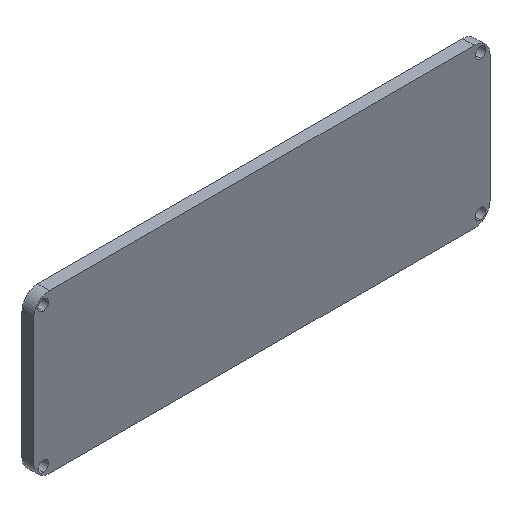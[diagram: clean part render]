
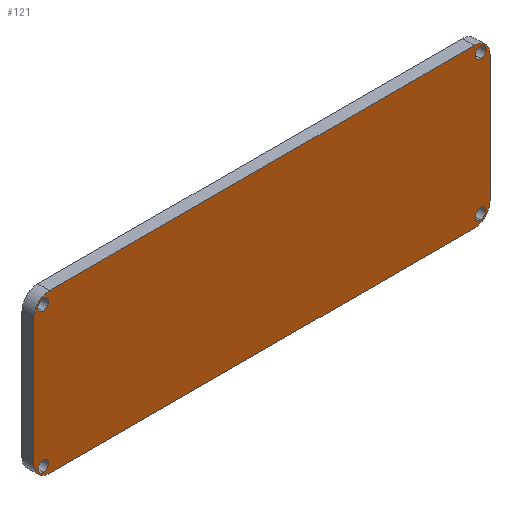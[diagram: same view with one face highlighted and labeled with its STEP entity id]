
A CAD part, isometric view. The second image highlights one B-rep face of the part: STEP entity #121.
In plain terms, the highlighted planar face has unit normal (0, -1, 0).
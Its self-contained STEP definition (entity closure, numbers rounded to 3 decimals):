
#15 = VERTEX_POINT ( 'NONE', #2117 ) ;
#29 = DIRECTION ( 'NONE',  ( 0., 0., -1. ) ) ;
#37 = DIRECTION ( 'NONE',  ( 0., 1., 0. ) ) ;
#51 = CIRCLE ( 'NONE', #1805, 1.35 ) ;
#89 = AXIS2_PLACEMENT_3D ( 'NONE', #566, #1239, #29 ) ;
#100 = DIRECTION ( 'NONE',  ( 0., 1., 0. ) ) ;
#121 = ADVANCED_FACE ( 'NONE', ( #880, #1748, #794, #1591, #1141 ), #1407, .T. ) ;
#127 = VERTEX_POINT ( 'NONE', #766 ) ;
#129 = ORIENTED_EDGE ( 'NONE', *, *, #459, .F. ) ;
#130 = CARTESIAN_POINT ( 'NONE',  ( -55.634, 0., 16.405 ) ) ;
#138 = EDGE_CURVE ( 'NONE', #127, #1894, #926, .T. ) ;
#153 = DIRECTION ( 'NONE',  ( 0., 1., 0. ) ) ;
#187 = CARTESIAN_POINT ( 'NONE',  ( 54., 0., -16.125 ) ) ;
#197 = ORIENTED_EDGE ( 'NONE', *, *, #1697, .T. ) ;
#219 = VERTEX_POINT ( 'NONE', #434 ) ;
#227 = AXIS2_PLACEMENT_3D ( 'NONE', #593, #1973, #1285 ) ;
#231 = DIRECTION ( 'NONE',  ( 0., 0., -1. ) ) ;
#235 = CARTESIAN_POINT ( 'NONE',  ( -58., 0., 16.125 ) ) ;
#242 = CIRCLE ( 'NONE', #1644, 1.35 ) ;
#262 = DIRECTION ( 'NONE',  ( 0., 0., -1. ) ) ;
#266 = AXIS2_PLACEMENT_3D ( 'NONE', #770, #1813, #1307 ) ;
#286 = EDGE_LOOP ( 'NONE', ( #633, #1599, #1608, #893, #129, #589, #1749, #1935 ) ) ;
#288 = DIRECTION ( 'NONE',  ( 0., 0., 1. ) ) ;
#310 = ORIENTED_EDGE ( 'NONE', *, *, #1863, .T. ) ;
#322 = CARTESIAN_POINT ( 'NONE',  ( 55.6, 0., -17.75 ) ) ;
#353 = AXIS2_PLACEMENT_3D ( 'NONE', #1504, #988, #262 ) ;
#375 = VERTEX_POINT ( 'NONE', #1218 ) ;
#384 = CIRCLE ( 'NONE', #89, 4. ) ;
#385 = CIRCLE ( 'NONE', #2143, 4. ) ;
#434 = CARTESIAN_POINT ( 'NONE',  ( -55.6, 0., -19.1 ) ) ;
#459 = EDGE_CURVE ( 'NONE', #563, #1624, #385, .T. ) ;
#467 = VERTEX_POINT ( 'NONE', #1757 ) ;
#558 = EDGE_CURVE ( 'NONE', #1710, #2072, #242, .T. ) ;
#563 = VERTEX_POINT ( 'NONE', #235 ) ;
#566 = CARTESIAN_POINT ( 'NONE',  ( -54., 0., -16.125 ) ) ;
#567 = CIRCLE ( 'NONE', #1242, 1.35 ) ;
#572 = CIRCLE ( 'NONE', #2083, 1.35 ) ;
#577 = EDGE_CURVE ( 'NONE', #1085, #1362, #1221, .T. ) ;
#589 = ORIENTED_EDGE ( 'NONE', *, *, #1603, .F. ) ;
#593 = CARTESIAN_POINT ( 'NONE',  ( 54., 0., -16.125 ) ) ;
#609 = DIRECTION ( 'NONE',  ( 0., 1., 0. ) ) ;
#619 = ORIENTED_EDGE ( 'NONE', *, *, #839, .T. ) ;
#633 = ORIENTED_EDGE ( 'NONE', *, *, #2175, .F. ) ;
#652 = CARTESIAN_POINT ( 'NONE',  ( 55.634, 0., 17.755 ) ) ;
#658 = DIRECTION ( 'NONE',  ( 0., 1., 0. ) ) ;
#674 = CIRCLE ( 'NONE', #2062, 1.35 ) ;
#677 = AXIS2_PLACEMENT_3D ( 'NONE', #969, #2150, #288 ) ;
#685 = EDGE_CURVE ( 'NONE', #891, #375, #572, .T. ) ;
#689 = VERTEX_POINT ( 'NONE', #2138 ) ;
#718 = CARTESIAN_POINT ( 'NONE',  ( -54., 0., 20.125 ) ) ;
#744 = CARTESIAN_POINT ( 'NONE',  ( -55.6, 0., -16.4 ) ) ;
#750 = DIRECTION ( 'NONE',  ( 0., 0., 1. ) ) ;
#766 = CARTESIAN_POINT ( 'NONE',  ( 54., 0., -20.125 ) ) ;
#770 = CARTESIAN_POINT ( 'NONE',  ( 54., 0., 16.125 ) ) ;
#794 = FACE_OUTER_BOUND ( 'NONE', #286, .T. ) ;
#797 = CARTESIAN_POINT ( 'NONE',  ( 55.6, 0., -19.1 ) ) ;
#839 = EDGE_CURVE ( 'NONE', #219, #1780, #51, .T. ) ;
#855 = CARTESIAN_POINT ( 'NONE',  ( 58., 0., 16.125 ) ) ;
#880 = FACE_BOUND ( 'NONE', #2023, .T. ) ;
#891 = VERTEX_POINT ( 'NONE', #1207 ) ;
#893 = ORIENTED_EDGE ( 'NONE', *, *, #1089, .F. ) ;
#913 = ORIENTED_EDGE ( 'NONE', *, *, #558, .T. ) ;
#922 = VECTOR ( 'NONE', #2115, 1000. ) ;
#926 = LINE ( 'NONE', #974, #1834 ) ;
#936 = CARTESIAN_POINT ( 'NONE',  ( -54., 0., 16.125 ) ) ;
#949 = VECTOR ( 'NONE', #1324, 1000. ) ;
#969 = CARTESIAN_POINT ( 'NONE',  ( 55.634, 0., 17.755 ) ) ;
#974 = CARTESIAN_POINT ( 'NONE',  ( -54., 0., -20.125 ) ) ;
#983 = CARTESIAN_POINT ( 'NONE',  ( -54., 0., 20.125 ) ) ;
#988 = DIRECTION ( 'NONE',  ( 0., 1., 0. ) ) ;
#995 = CARTESIAN_POINT ( 'NONE',  ( -55.6, 0., -17.75 ) ) ;
#996 = AXIS2_PLACEMENT_3D ( 'NONE', #187, #1041, #1381 ) ;
#999 = EDGE_CURVE ( 'NONE', #1894, #689, #384, .T. ) ;
#1019 = DIRECTION ( 'NONE',  ( 0., 0., 1. ) ) ;
#1034 = VECTOR ( 'NONE', #750, 1000. ) ;
#1041 = DIRECTION ( 'NONE',  ( 0., 1., 0. ) ) ;
#1085 = VERTEX_POINT ( 'NONE', #2142 ) ;
#1086 = CARTESIAN_POINT ( 'NONE',  ( -55.634, 0., 17.755 ) ) ;
#1089 = EDGE_CURVE ( 'NONE', #1624, #1085, #1355, .T. ) ;
#1141 = FACE_BOUND ( 'NONE', #2124, .T. ) ;
#1148 = CARTESIAN_POINT ( 'NONE',  ( -55.634, 0., 19.105 ) ) ;
#1174 = DIRECTION ( 'NONE',  ( 0., 1., 0. ) ) ;
#1207 = CARTESIAN_POINT ( 'NONE',  ( 55.634, 0., 19.105 ) ) ;
#1218 = CARTESIAN_POINT ( 'NONE',  ( 55.634, 0., 16.405 ) ) ;
#1221 = CIRCLE ( 'NONE', #266, 4. ) ;
#1239 = DIRECTION ( 'NONE',  ( 0., 1., 0. ) ) ;
#1242 = AXIS2_PLACEMENT_3D ( 'NONE', #995, #100, #1339 ) ;
#1247 = DIRECTION ( 'NONE',  ( 0., 0., -1. ) ) ;
#1258 = EDGE_CURVE ( 'NONE', #375, #891, #1796, .T. ) ;
#1264 = DIRECTION ( 'NONE',  ( 0., 1., 0. ) ) ;
#1285 = DIRECTION ( 'NONE',  ( 0., 0., -1. ) ) ;
#1294 = EDGE_CURVE ( 'NONE', #1362, #15, #1537, .T. ) ;
#1307 = DIRECTION ( 'NONE',  ( 0., 0., 1. ) ) ;
#1320 = ORIENTED_EDGE ( 'NONE', *, *, #1258, .T. ) ;
#1324 = DIRECTION ( 'NONE',  ( 0., 0., -1. ) ) ;
#1339 = DIRECTION ( 'NONE',  ( 0., 0., 1. ) ) ;
#1355 = LINE ( 'NONE', #718, #922 ) ;
#1362 = VERTEX_POINT ( 'NONE', #855 ) ;
#1376 = EDGE_CURVE ( 'NONE', #467, #1679, #1886, .T. ) ;
#1381 = DIRECTION ( 'NONE',  ( 0., 0., -1. ) ) ;
#1407 = PLANE ( 'NONE',  #227 ) ;
#1504 = CARTESIAN_POINT ( 'NONE',  ( 55.6, 0., -17.75 ) ) ;
#1537 = LINE ( 'NONE', #1802, #949 ) ;
#1583 = LINE ( 'NONE', #1775, #1034 ) ;
#1589 = DIRECTION ( 'NONE',  ( 0., 0., -1. ) ) ;
#1591 = FACE_BOUND ( 'NONE', #1729, .T. ) ;
#1599 = ORIENTED_EDGE ( 'NONE', *, *, #1294, .F. ) ;
#1603 = EDGE_CURVE ( 'NONE', #689, #563, #1583, .T. ) ;
#1608 = ORIENTED_EDGE ( 'NONE', *, *, #577, .F. ) ;
#1624 = VERTEX_POINT ( 'NONE', #983 ) ;
#1628 = CARTESIAN_POINT ( 'NONE',  ( -55.634, 0., 17.755 ) ) ;
#1644 = AXIS2_PLACEMENT_3D ( 'NONE', #1086, #37, #1247 ) ;
#1665 = DIRECTION ( 'NONE',  ( 0., 0., 1. ) ) ;
#1679 = VERTEX_POINT ( 'NONE', #797 ) ;
#1685 = ORIENTED_EDGE ( 'NONE', *, *, #1376, .T. ) ;
#1697 = EDGE_CURVE ( 'NONE', #1780, #219, #567, .T. ) ;
#1710 = VERTEX_POINT ( 'NONE', #1148 ) ;
#1729 = EDGE_LOOP ( 'NONE', ( #310, #913 ) ) ;
#1748 = FACE_BOUND ( 'NONE', #2214, .T. ) ;
#1749 = ORIENTED_EDGE ( 'NONE', *, *, #999, .F. ) ;
#1757 = CARTESIAN_POINT ( 'NONE',  ( 55.6, 0., -16.4 ) ) ;
#1775 = CARTESIAN_POINT ( 'NONE',  ( -58., 0., 16.125 ) ) ;
#1780 = VERTEX_POINT ( 'NONE', #744 ) ;
#1790 = AXIS2_PLACEMENT_3D ( 'NONE', #322, #658, #1857 ) ;
#1796 = CIRCLE ( 'NONE', #677, 1.35 ) ;
#1802 = CARTESIAN_POINT ( 'NONE',  ( 58., 0., 16.125 ) ) ;
#1805 = AXIS2_PLACEMENT_3D ( 'NONE', #2051, #153, #1019 ) ;
#1813 = DIRECTION ( 'NONE',  ( 0., 1., 0. ) ) ;
#1834 = VECTOR ( 'NONE', #2171, 1000. ) ;
#1837 = CIRCLE ( 'NONE', #353, 1.35 ) ;
#1857 = DIRECTION ( 'NONE',  ( 0., 0., -1. ) ) ;
#1863 = EDGE_CURVE ( 'NONE', #2072, #1710, #674, .T. ) ;
#1886 = CIRCLE ( 'NONE', #1790, 1.35 ) ;
#1894 = VERTEX_POINT ( 'NONE', #2141 ) ;
#1935 = ORIENTED_EDGE ( 'NONE', *, *, #138, .F. ) ;
#1960 = ORIENTED_EDGE ( 'NONE', *, *, #685, .T. ) ;
#1973 = DIRECTION ( 'NONE',  ( 0., -1., 0. ) ) ;
#2011 = EDGE_CURVE ( 'NONE', #1679, #467, #1837, .T. ) ;
#2023 = EDGE_LOOP ( 'NONE', ( #1320, #1960 ) ) ;
#2051 = CARTESIAN_POINT ( 'NONE',  ( -55.6, 0., -17.75 ) ) ;
#2062 = AXIS2_PLACEMENT_3D ( 'NONE', #1628, #609, #231 ) ;
#2072 = VERTEX_POINT ( 'NONE', #130 ) ;
#2083 = AXIS2_PLACEMENT_3D ( 'NONE', #652, #1174, #1665 ) ;
#2115 = DIRECTION ( 'NONE',  ( 1., 0., 0. ) ) ;
#2117 = CARTESIAN_POINT ( 'NONE',  ( 58., 0., -16.125 ) ) ;
#2124 = EDGE_LOOP ( 'NONE', ( #2204, #1685 ) ) ;
#2138 = CARTESIAN_POINT ( 'NONE',  ( -58., 0., -16.125 ) ) ;
#2141 = CARTESIAN_POINT ( 'NONE',  ( -54., 0., -20.125 ) ) ;
#2142 = CARTESIAN_POINT ( 'NONE',  ( 54., 0., 20.125 ) ) ;
#2143 = AXIS2_PLACEMENT_3D ( 'NONE', #936, #1264, #1589 ) ;
#2150 = DIRECTION ( 'NONE',  ( 0., 1., 0. ) ) ;
#2171 = DIRECTION ( 'NONE',  ( -1., 0., 0. ) ) ;
#2175 = EDGE_CURVE ( 'NONE', #15, #127, #2200, .T. ) ;
#2200 = CIRCLE ( 'NONE', #996, 4. ) ;
#2204 = ORIENTED_EDGE ( 'NONE', *, *, #2011, .T. ) ;
#2214 = EDGE_LOOP ( 'NONE', ( #619, #197 ) ) ;
